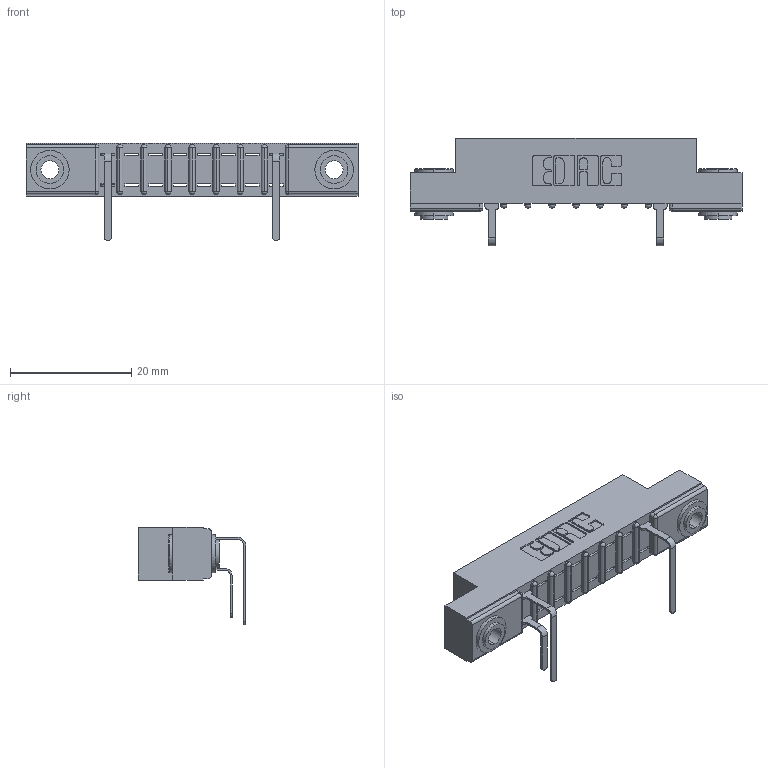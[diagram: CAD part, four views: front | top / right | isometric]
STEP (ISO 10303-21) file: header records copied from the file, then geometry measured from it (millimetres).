
FILE_DESCRIPTION (( 'STEP AP203' ), '1' );
FILE_NAME ('307-016-559-203.STEP', '2018-08-03T21:32:10', ( '' ), ( '' ), 'SwSTEP 2.0', 'SolidWorks 2016', '' );
FILE_SCHEMA (( 'CONFIG_CONTROL_DESIGN' ));
Length unit declared in the file: inch
Products named in the file (5): 345-250-002_345-250-002-102; 307-016-559-203; 307 Part_.156 Dia Mounting Holes; 307-290-001_558 559 - 1 (Single); 307-290-001_559 - 2 (Single)
Assembly tree (6 placements, depth 2):
  307-016-559-203
    307 Part_.156 Dia Mounting Holes
    307-290-001_558 559 - 1 (Single)
    307-290-001_559 - 2 (Single)  x2
    345-250-002_345-250-002-102  x2
Bounding box: 54.71 x 17.69 x 16.08 mm (x, y, z)
Volume: 3428.2 mm3; surface area: 4663.1 mm2
Topology: 6 solids, 6 shells, 459 faces, 1277 edges, 818 vertices
Faces by surface type: plane 271, cylinder 162, sphere 18, cone 8
Entity records: 13402 total; most frequent: CARTESIAN_POINT 2242, ORIENTED_EDGE 2222, DIRECTION 2211, EDGE_CURVE 1111, LINE 829, VECTOR 829, VERTEX_POINT 722, AXIS2_PLACEMENT_3D 691
